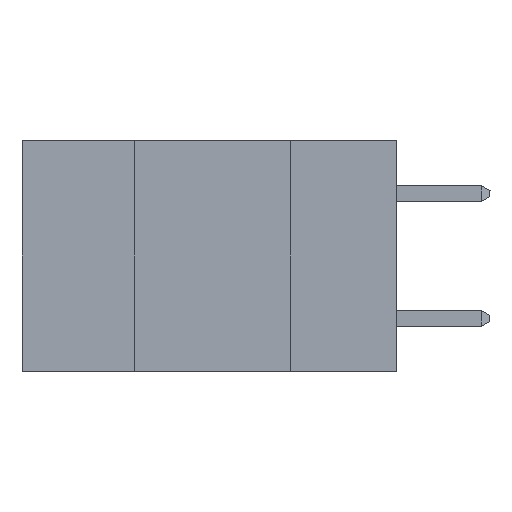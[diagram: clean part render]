
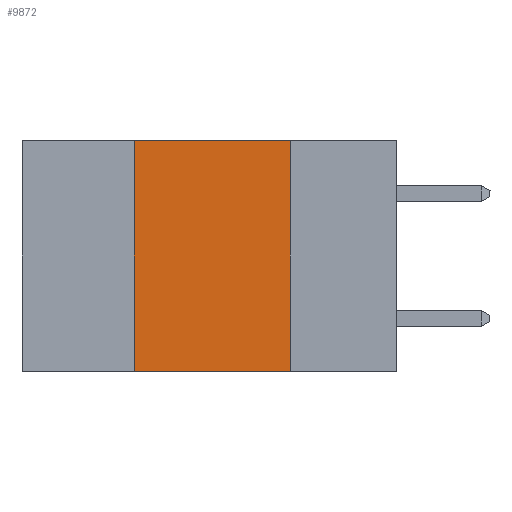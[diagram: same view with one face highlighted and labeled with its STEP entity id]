
A CAD part, left-side view. The second image highlights one B-rep face of the part: STEP entity #9872.
In plain terms, the highlighted planar face has unit normal (-1, 0, 0).
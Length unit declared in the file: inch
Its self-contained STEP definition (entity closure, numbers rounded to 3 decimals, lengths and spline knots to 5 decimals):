
#423 = VECTOR ( 'NONE', #21973, 39.37008 ) ;
#797 = CARTESIAN_POINT ( 'NONE',  ( 0., 0.6, 0. ) ) ;
#1670 = EDGE_CURVE ( 'NONE', #17724, #28727, #24819, .T. ) ;
#4016 = CARTESIAN_POINT ( 'NONE',  ( 0., 0.42, 0. ) ) ;
#4310 = LINE ( 'NONE', #16647, #9798 ) ;
#5346 = ORIENTED_EDGE ( 'NONE', *, *, #15295, .T. ) ;
#6380 = DIRECTION ( 'NONE',  ( 0., 0., 1. ) ) ;
#7012 = ORIENTED_EDGE ( 'NONE', *, *, #22267, .F. ) ;
#7925 = VECTOR ( 'NONE', #17384, 39.37008 ) ;
#8794 = CARTESIAN_POINT ( 'NONE',  ( 0., 0.42, -0.37 ) ) ;
#9798 = VECTOR ( 'NONE', #14266, 39.37008 ) ;
#9872 = ADVANCED_FACE ( 'NONE', ( #26571 ), #29057, .F. ) ;
#10247 = DIRECTION ( 'NONE',  ( 1., 0., 0. ) ) ;
#10333 = CARTESIAN_POINT ( 'NONE',  ( 0., 0.6, -0.37 ) ) ;
#11578 = VECTOR ( 'NONE', #6380, 39.37008 ) ;
#12809 = ORIENTED_EDGE ( 'NONE', *, *, #20986, .F. ) ;
#14113 = LINE ( 'NONE', #10333, #7925 ) ;
#14266 = DIRECTION ( 'NONE',  ( 0., -1., 0. ) ) ;
#14513 = EDGE_LOOP ( 'NONE', ( #27700, #12809, #7012, #5346 ) ) ;
#15295 = EDGE_CURVE ( 'NONE', #21394, #28727, #14113, .T. ) ;
#16647 = CARTESIAN_POINT ( 'NONE',  ( 0., 0.6, 0. ) ) ;
#17384 = DIRECTION ( 'NONE',  ( 0., -1., 0. ) ) ;
#17724 = VERTEX_POINT ( 'NONE', #28808 ) ;
#17877 = CARTESIAN_POINT ( 'NONE',  ( 0., 0.42, 0. ) ) ;
#20098 = CARTESIAN_POINT ( 'NONE',  ( 0., 0.17, -0.37 ) ) ;
#20986 = EDGE_CURVE ( 'NONE', #27361, #17724, #4310, .T. ) ;
#21394 = VERTEX_POINT ( 'NONE', #8794 ) ;
#21973 = DIRECTION ( 'NONE',  ( 0., 0., -1. ) ) ;
#22267 = EDGE_CURVE ( 'NONE', #21394, #27361, #30578, .T. ) ;
#22296 = CARTESIAN_POINT ( 'NONE',  ( 0., 0.17, 0. ) ) ;
#24819 = LINE ( 'NONE', #22296, #423 ) ;
#26571 = FACE_OUTER_BOUND ( 'NONE', #14513, .T. ) ;
#26833 = DIRECTION ( 'NONE',  ( 0., 0., -1. ) ) ;
#27361 = VERTEX_POINT ( 'NONE', #17877 ) ;
#27700 = ORIENTED_EDGE ( 'NONE', *, *, #1670, .F. ) ;
#28727 = VERTEX_POINT ( 'NONE', #20098 ) ;
#28808 = CARTESIAN_POINT ( 'NONE',  ( 0., 0.17, 0. ) ) ;
#28911 = AXIS2_PLACEMENT_3D ( 'NONE', #797, #10247, #26833 ) ;
#29057 = PLANE ( 'NONE',  #28911 ) ;
#30578 = LINE ( 'NONE', #4016, #11578 ) ;
